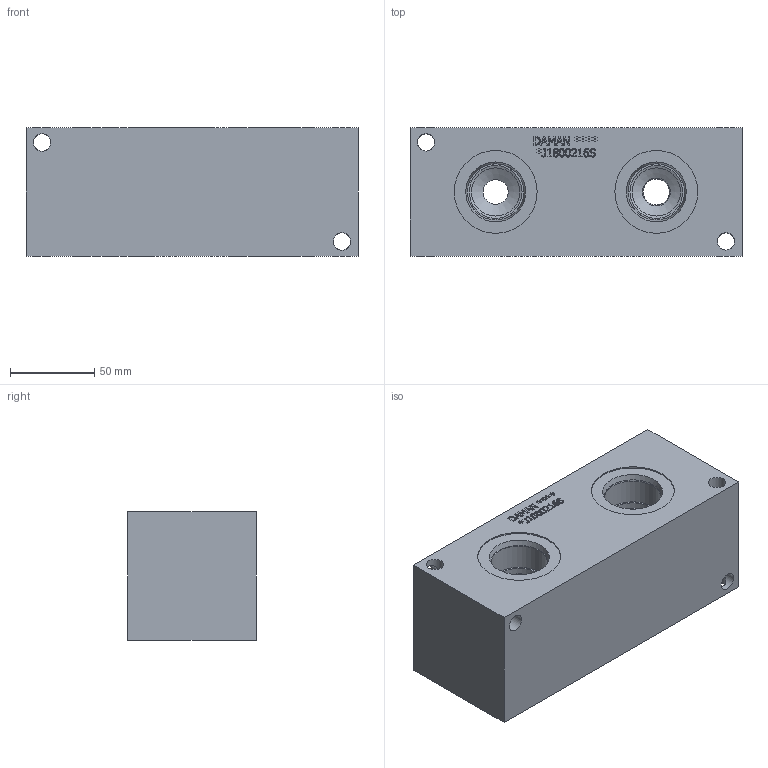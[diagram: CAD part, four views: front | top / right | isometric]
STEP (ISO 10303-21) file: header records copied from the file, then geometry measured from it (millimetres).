
FILE_DESCRIPTION(/* description */ (''),/* implementation_level */ '2;1');
FILE_NAME(/* name */ '_J1800216S.stp',/* time_stamp */ '2022-08-05T13:32:11-04:00',/* author */ ('bobbyh'),/* organization */ (''),/* preprocessor_version */ 'ST-DEVELOPER v18',/* originating_system */ 'Autodesk Inventor 2020',/* authorisation */ '');
FILE_SCHEMA (('AUTOMOTIVE_DESIGN { 1 0 10303 214 3 1 1 }'));
Length unit declared in the file: millimetre
Products named in the file (1): Part_+J1800216S_3D
Bounding box: 196.85 x 76.2 x 76.2 mm (x, y, z)
Volume: 1003281.9 mm3; surface area: 92511.4 mm2
Topology: 1 solids, 1 shells, 380 faces, 1027 edges, 680 vertices
Faces by surface type: plane 223, bspline 104, cylinder 31, cone 22
Full cylindrical faces by diameter (mm): 10.312 x8, 28.575 x4, 31.267 x4, 33.34 x1, 33.35 x3, 33.757 x4, 35.509 x3, 49.124 x4
Entity records: 12768 total; most frequent: CARTESIAN_POINT 3440, ORIENTED_EDGE 2054, DIRECTION 1477, EDGE_CURVE 1027, LINE 715, VECTOR 715, VERTEX_POINT 680, EDGE_LOOP 427
